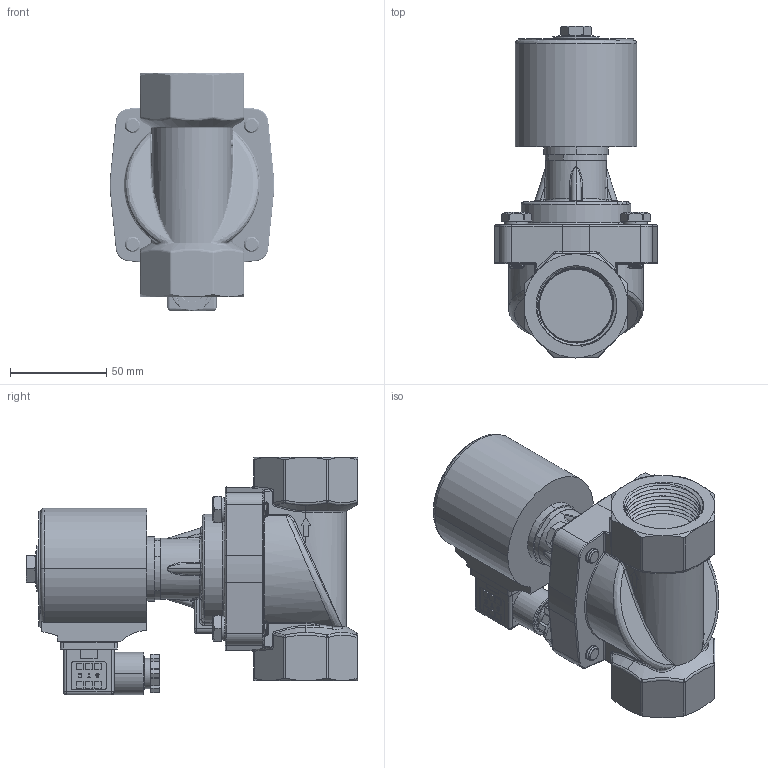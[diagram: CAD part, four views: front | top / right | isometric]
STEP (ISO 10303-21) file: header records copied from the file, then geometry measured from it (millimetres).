
FILE_DESCRIPTION (( 'STEP AP214' ), '1' );
FILE_NAME ('2LS320-1-1-4.STEP', '2018-08-21T19:11:27', ( '' ), ( '' ), 'SwSTEP 2.0', 'SolidWorks 2016', '' );
FILE_SCHEMA (( 'AUTOMOTIVE_DESIGN' ));
Length unit declared in the file: millimetre
Products named in the file (1): 2LS320-1-1-4
Bounding box: 85.21 x 172.4 x 123.38 mm (x, y, z)
Volume: 582271.7 mm3; surface area: 112394.6 mm2
Topology: 23 solids, 25 shells, 2299 faces, 6338 edges, 4145 vertices
Faces by surface type: plane 1052, cylinder 741, bspline 264, cone 124, torus 81, sphere 37
Entity records: 165762 total; most frequent: CARTESIAN_POINT 86005, ORIENTED_EDGE 12636, DIRECTION 9269, EDGE_CURVE 6318, VERTEX_POINT 4145, LINE 3493, VECTOR 3493, AXIS2_PLACEMENT_3D 2888
